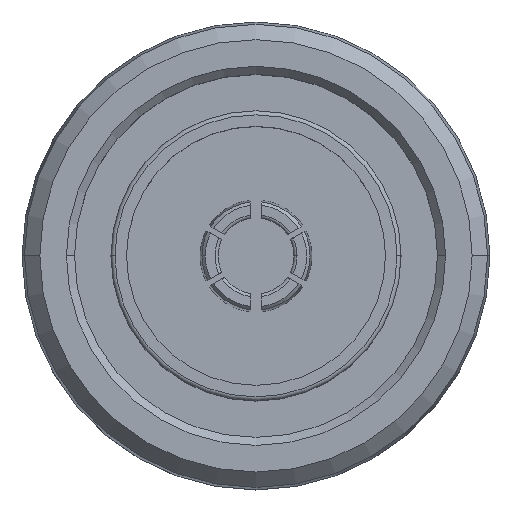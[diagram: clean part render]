
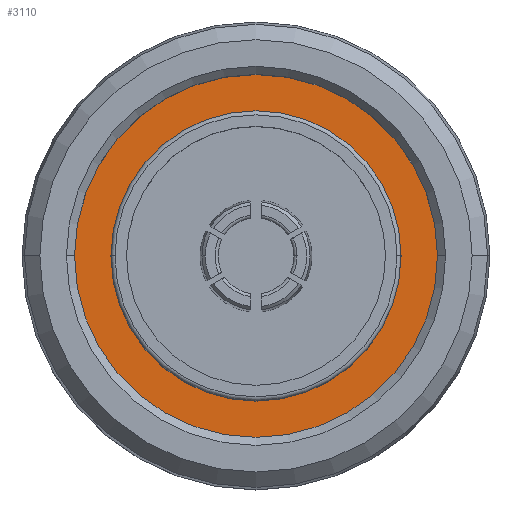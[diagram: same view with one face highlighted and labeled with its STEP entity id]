
A CAD part, top view. The second image highlights one B-rep face of the part: STEP entity #3110.
In plain terms, the highlighted planar face has unit normal (0, 0, 1).
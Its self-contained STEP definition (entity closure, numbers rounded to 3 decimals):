
#175 = AXIS2_PLACEMENT_3D ( 'NONE', #1233, #1234, #1235 ) ;
#252 = AXIS2_PLACEMENT_3D ( 'NONE', #820, #821, #822 ) ;
#308 = VERTEX_POINT ( 'NONE', #4141 ) ;
#317 = VERTEX_POINT ( 'NONE', #4147 ) ;
#463 = PLANE ( 'NONE',  #2859 ) ;
#470 = CARTESIAN_POINT ( 'NONE',  ( 0., 11.25, -8.5 ) ) ;
#471 = DIRECTION ( 'NONE',  ( 0., 0., -1. ) ) ;
#472 = DIRECTION ( 'NONE',  ( -1., 0., 0. ) ) ;
#497 = EDGE_CURVE ( 'NONE', #5457, #308, #2601, .T. ) ;
#506 = EDGE_CURVE ( 'NONE', #317, #5463, #2607, .T. ) ;
#820 = CARTESIAN_POINT ( 'NONE',  ( 0., 0., -8.5 ) ) ;
#821 = DIRECTION ( 'NONE',  ( 0., 0., 1. ) ) ;
#822 = DIRECTION ( 'NONE',  ( 1., 0., 0. ) ) ;
#892 = CARTESIAN_POINT ( 'NONE',  ( -8.99, 0., -8.5 ) ) ;
#896 = CARTESIAN_POINT ( 'NONE',  ( -11.25, 0., -8.5 ) ) ;
#1233 = CARTESIAN_POINT ( 'NONE',  ( 0., 0., -8.5 ) ) ;
#1234 = DIRECTION ( 'NONE',  ( 0., 0., 1. ) ) ;
#1235 = DIRECTION ( 'NONE',  ( 1., 0., 0. ) ) ;
#1873 = FACE_BOUND ( 'NONE', #2715, .T. ) ;
#1877 = FACE_OUTER_BOUND ( 'NONE', #2720, .T. ) ;
#2292 = CIRCLE ( 'NONE', #175, 8.99 ) ;
#2601 = CIRCLE ( 'NONE', #3764, 8.99 ) ;
#2607 = CIRCLE ( 'NONE', #3768, 11.25 ) ;
#2715 = EDGE_LOOP ( 'NONE', ( #2737, #2738 ) ) ;
#2720 = EDGE_LOOP ( 'NONE', ( #2739, #2740 ) ) ;
#2737 = ORIENTED_EDGE ( 'NONE', *, *, #3608, .F. ) ;
#2738 = ORIENTED_EDGE ( 'NONE', *, *, #497, .F. ) ;
#2739 = ORIENTED_EDGE ( 'NONE', *, *, #506, .T. ) ;
#2740 = ORIENTED_EDGE ( 'NONE', *, *, #5144, .T. ) ;
#2859 = AXIS2_PLACEMENT_3D ( 'NONE', #470, #471, #472 ) ;
#3110 = ADVANCED_FACE ( 'NONE', ( #1873, #1877 ), #463, .F. ) ;
#3608 = EDGE_CURVE ( 'NONE', #308, #5457, #2292, .T. ) ;
#3764 = AXIS2_PLACEMENT_3D ( 'NONE', #5620, #5621, #5622 ) ;
#3768 = AXIS2_PLACEMENT_3D ( 'NONE', #5502, #5503, #5504 ) ;
#4141 = CARTESIAN_POINT ( 'NONE',  ( 8.99, 0., -8.5 ) ) ;
#4147 = CARTESIAN_POINT ( 'NONE',  ( 11.25, 0., -8.5 ) ) ;
#5144 = EDGE_CURVE ( 'NONE', #5463, #317, #5848, .T. ) ;
#5457 = VERTEX_POINT ( 'NONE', #892 ) ;
#5463 = VERTEX_POINT ( 'NONE', #896 ) ;
#5502 = CARTESIAN_POINT ( 'NONE',  ( 0., 0., -8.5 ) ) ;
#5503 = DIRECTION ( 'NONE',  ( 0., 0., 1. ) ) ;
#5504 = DIRECTION ( 'NONE',  ( 1., 0., 0. ) ) ;
#5620 = CARTESIAN_POINT ( 'NONE',  ( 0., 0., -8.5 ) ) ;
#5621 = DIRECTION ( 'NONE',  ( 0., 0., 1. ) ) ;
#5622 = DIRECTION ( 'NONE',  ( 1., 0., 0. ) ) ;
#5848 = CIRCLE ( 'NONE', #252, 11.25 ) ;
